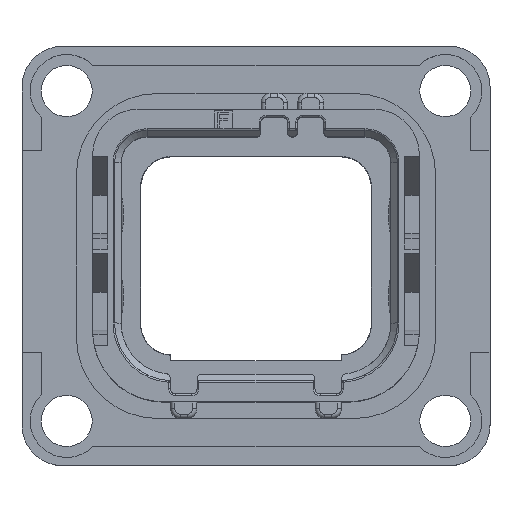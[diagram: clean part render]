
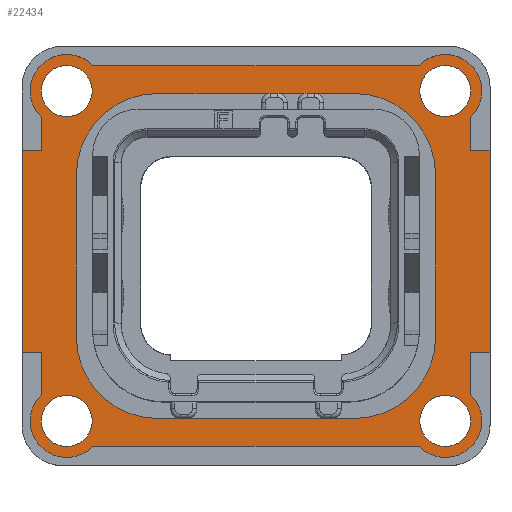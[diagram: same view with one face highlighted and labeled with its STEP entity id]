
A CAD part, top view. The second image highlights one B-rep face of the part: STEP entity #22434.
In plain terms, the highlighted planar face has unit normal (0, 0, 1).
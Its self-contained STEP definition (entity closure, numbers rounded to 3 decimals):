
#97=DIRECTION('',(0.,-1.,0.));
#98=VECTOR('',#97,12.45);
#99=CARTESIAN_POINT('',(-14.4,6.5,1.5));
#100=LINE('',#99,#98);
#160=CARTESIAN_POINT('',(-11.65,10.15,1.5));
#161=DIRECTION('',(0.,0.,1.));
#162=DIRECTION('',(0.716,0.698,0.));
#163=AXIS2_PLACEMENT_3D('',#160,#161,#162);
#173=CARTESIAN_POINT('',(11.65,10.15,1.5));
#174=DIRECTION('',(0.,0.,1.));
#175=DIRECTION('',(0.698,-0.716,0.));
#176=AXIS2_PLACEMENT_3D('',#173,#174,#175);
#183=DIRECTION('',(0.,1.,0.));
#184=VECTOR('',#183,2.588);
#185=CARTESIAN_POINT('',(13.22,-8.538,1.5));
#186=LINE('',#185,#184);
#187=DIRECTION('',(1.,0.,0.));
#188=VECTOR('',#187,20.077);
#189=CARTESIAN_POINT('',(-10.038,-11.72,1.5));
#190=LINE('',#189,#188);
#191=DIRECTION('',(0.,-1.,0.));
#192=VECTOR('',#191,2.588);
#193=CARTESIAN_POINT('',(-13.22,-5.95,1.5));
#194=LINE('',#193,#192);
#195=DIRECTION('',(1.,0.,0.));
#196=VECTOR('',#195,1.18);
#197=CARTESIAN_POINT('',(-14.4,-5.95,1.5));
#198=LINE('',#197,#196);
#199=DIRECTION('',(-1.,0.,0.));
#200=VECTOR('',#199,1.18);
#201=CARTESIAN_POINT('',(-13.22,6.5,1.5));
#202=LINE('',#201,#200);
#203=DIRECTION('',(0.,-1.,0.));
#204=VECTOR('',#203,2.038);
#205=CARTESIAN_POINT('',(-13.22,8.538,1.5));
#206=LINE('',#205,#204);
#207=DIRECTION('',(-1.,0.,0.));
#208=VECTOR('',#207,20.077);
#209=CARTESIAN_POINT('',(10.038,11.72,1.5));
#210=LINE('',#209,#208);
#211=DIRECTION('',(0.,1.,0.));
#212=VECTOR('',#211,2.038);
#213=CARTESIAN_POINT('',(13.22,6.5,1.5));
#214=LINE('',#213,#212);
#215=DIRECTION('',(-1.,0.,0.));
#216=VECTOR('',#215,1.18);
#217=CARTESIAN_POINT('',(14.4,6.5,1.5));
#218=LINE('',#217,#216);
#219=DIRECTION('',(1.,0.,0.));
#220=VECTOR('',#219,1.18);
#221=CARTESIAN_POINT('',(13.22,-5.95,1.5));
#222=LINE('',#221,#220);
#223=CARTESIAN_POINT('',(11.65,-10.15,1.5));
#224=DIRECTION('',(0.,0.,1.));
#225=DIRECTION('',(-1.,0.,0.));
#226=AXIS2_PLACEMENT_3D('',#223,#224,#225);
#228=CARTESIAN_POINT('',(-11.65,-10.15,1.5));
#229=DIRECTION('',(0.,0.,1.));
#230=DIRECTION('',(-1.,0.,0.));
#231=AXIS2_PLACEMENT_3D('',#228,#229,#230);
#233=CARTESIAN_POINT('',(-11.65,10.15,1.5));
#234=DIRECTION('',(0.,0.,1.));
#235=DIRECTION('',(1.,0.,0.));
#236=AXIS2_PLACEMENT_3D('',#233,#234,#235);
#238=CARTESIAN_POINT('',(11.65,10.15,1.5));
#239=DIRECTION('',(0.,0.,1.));
#240=DIRECTION('',(1.,0.,0.));
#241=AXIS2_PLACEMENT_3D('',#238,#239,#240);
#243=CARTESIAN_POINT('',(6.05,5.,1.5));
#244=DIRECTION('',(0.,0.,-1.));
#245=DIRECTION('',(0.,1.,0.));
#246=AXIS2_PLACEMENT_3D('',#243,#244,#245);
#248=DIRECTION('',(1.,0.,0.));
#249=VECTOR('',#248,12.1);
#250=CARTESIAN_POINT('',(-6.05,10.,1.5));
#251=LINE('',#250,#249);
#252=CARTESIAN_POINT('',(-6.05,5.,1.5));
#253=DIRECTION('',(0.,0.,-1.));
#254=DIRECTION('',(-1.,0.,0.));
#255=AXIS2_PLACEMENT_3D('',#252,#253,#254);
#257=DIRECTION('',(0.,1.,0.));
#258=VECTOR('',#257,10.);
#259=CARTESIAN_POINT('',(-11.05,-5.,1.5));
#260=LINE('',#259,#258);
#261=CARTESIAN_POINT('',(-6.05,-5.,1.5));
#262=DIRECTION('',(0.,0.,-1.));
#263=DIRECTION('',(0.,-1.,0.));
#264=AXIS2_PLACEMENT_3D('',#261,#262,#263);
#266=DIRECTION('',(-1.,0.,0.));
#267=VECTOR('',#266,12.1);
#268=CARTESIAN_POINT('',(6.05,-10.,1.5));
#269=LINE('',#268,#267);
#270=CARTESIAN_POINT('',(6.05,-5.,1.5));
#271=DIRECTION('',(0.,0.,-1.));
#272=DIRECTION('',(1.,0.,0.));
#273=AXIS2_PLACEMENT_3D('',#270,#271,#272);
#275=DIRECTION('',(0.,-1.,0.));
#276=VECTOR('',#275,10.);
#277=CARTESIAN_POINT('',(11.05,5.,1.5));
#278=LINE('',#277,#276);
#283=CARTESIAN_POINT('',(11.65,-10.15,1.5));
#284=DIRECTION('',(0.,0.,1.));
#285=DIRECTION('',(-0.716,-0.698,0.));
#286=AXIS2_PLACEMENT_3D('',#283,#284,#285);
#340=CARTESIAN_POINT('',(-11.65,-10.15,1.5));
#341=DIRECTION('',(0.,0.,1.));
#342=DIRECTION('',(-0.698,0.716,0.));
#343=AXIS2_PLACEMENT_3D('',#340,#341,#342);
#369=DIRECTION('',(0.,1.,0.));
#370=VECTOR('',#369,12.45);
#371=CARTESIAN_POINT('',(14.4,-5.95,1.5));
#372=LINE('',#371,#370);
#425=CARTESIAN_POINT('',(11.65,-10.15,1.5));
#426=DIRECTION('',(0.,0.,1.));
#427=DIRECTION('',(1.,0.,0.));
#428=AXIS2_PLACEMENT_3D('',#425,#426,#427);
#430=CARTESIAN_POINT('',(-11.65,-10.15,1.5));
#431=DIRECTION('',(0.,0.,1.));
#432=DIRECTION('',(1.,0.,0.));
#433=AXIS2_PLACEMENT_3D('',#430,#431,#432);
#451=CARTESIAN_POINT('',(-11.65,10.15,1.5));
#452=DIRECTION('',(0.,0.,1.));
#453=DIRECTION('',(-1.,0.,0.));
#454=AXIS2_PLACEMENT_3D('',#451,#452,#453);
#456=CARTESIAN_POINT('',(11.65,10.15,1.5));
#457=DIRECTION('',(0.,0.,1.));
#458=DIRECTION('',(-1.,0.,0.));
#459=AXIS2_PLACEMENT_3D('',#456,#457,#458);
#19549=CARTESIAN_POINT('',(-6.05,10.,1.5));
#19550=CARTESIAN_POINT('',(6.05,10.,1.5));
#19551=VERTEX_POINT('',#19549);
#19552=VERTEX_POINT('',#19550);
#19553=CARTESIAN_POINT('',(11.05,-5.,1.5));
#19554=CARTESIAN_POINT('',(6.05,-10.,1.5));
#19555=VERTEX_POINT('',#19553);
#19556=VERTEX_POINT('',#19554);
#19557=CARTESIAN_POINT('',(11.05,5.,1.5));
#19558=VERTEX_POINT('',#19557);
#19559=CARTESIAN_POINT('',(-11.05,5.,1.5));
#19560=VERTEX_POINT('',#19559);
#19561=CARTESIAN_POINT('',(-11.05,-5.,1.5));
#19562=VERTEX_POINT('',#19561);
#19563=CARTESIAN_POINT('',(-6.05,-10.,1.5));
#19564=VERTEX_POINT('',#19563);
#19595=CARTESIAN_POINT('',(14.4,-5.95,1.5));
#19596=CARTESIAN_POINT('',(14.4,6.5,1.5));
#19597=VERTEX_POINT('',#19595);
#19598=VERTEX_POINT('',#19596);
#19599=CARTESIAN_POINT('',(-14.4,6.5,1.5));
#19600=CARTESIAN_POINT('',(-14.4,-5.95,1.5));
#19601=VERTEX_POINT('',#19599);
#19602=VERTEX_POINT('',#19600);
#19603=CARTESIAN_POINT('',(10.08,10.15,1.5));
#19604=VERTEX_POINT('',#19603);
#19605=CARTESIAN_POINT('',(-10.08,10.15,1.5));
#19606=VERTEX_POINT('',#19605);
#19607=CARTESIAN_POINT('',(-10.08,-10.15,1.5));
#19608=VERTEX_POINT('',#19607);
#19609=CARTESIAN_POINT('',(10.08,-10.15,1.5));
#19610=VERTEX_POINT('',#19609);
#19611=CARTESIAN_POINT('',(-13.22,6.5,1.5));
#19612=VERTEX_POINT('',#19611);
#19613=CARTESIAN_POINT('',(13.22,6.5,1.5));
#19614=VERTEX_POINT('',#19613);
#19615=CARTESIAN_POINT('',(-13.22,-5.95,1.5));
#19616=VERTEX_POINT('',#19615);
#19931=CARTESIAN_POINT('',(13.22,-5.95,1.5));
#19932=VERTEX_POINT('',#19931);
#20254=CARTESIAN_POINT('',(13.22,8.538,1.5));
#20256=VERTEX_POINT('',#20254);
#20258=CARTESIAN_POINT('',(-10.038,-11.72,1.5));
#20260=VERTEX_POINT('',#20258);
#20262=CARTESIAN_POINT('',(10.038,-11.72,1.5));
#20264=VERTEX_POINT('',#20262);
#20266=CARTESIAN_POINT('',(-13.22,-8.538,1.5));
#20268=VERTEX_POINT('',#20266);
#20270=CARTESIAN_POINT('',(-10.038,11.72,1.5));
#20272=VERTEX_POINT('',#20270);
#20274=CARTESIAN_POINT('',(10.038,11.72,1.5));
#20276=VERTEX_POINT('',#20274);
#20278=CARTESIAN_POINT('',(-13.22,8.538,1.5));
#20280=VERTEX_POINT('',#20278);
#20282=CARTESIAN_POINT('',(13.22,-8.538,1.5));
#20284=VERTEX_POINT('',#20282);
#20286=CARTESIAN_POINT('',(13.22,10.15,1.5));
#20287=VERTEX_POINT('',#20286);
#20288=CARTESIAN_POINT('',(-13.22,10.15,1.5));
#20289=VERTEX_POINT('',#20288);
#20290=CARTESIAN_POINT('',(-13.22,-10.15,1.5));
#20291=VERTEX_POINT('',#20290);
#20292=CARTESIAN_POINT('',(13.22,-10.15,1.5));
#20293=VERTEX_POINT('',#20292);
#22357=CARTESIAN_POINT('',(0.,0.,1.5));
#22358=DIRECTION('',(0.,0.,1.));
#22359=DIRECTION('',(1.,0.,0.));
#22360=AXIS2_PLACEMENT_3D('',#22357,#22358,#22359);
#22361=PLANE('',#22360);
#22363=ORIENTED_EDGE('',*,*,#22362,.F.);
#22365=ORIENTED_EDGE('',*,*,#22364,.F.);
#22367=ORIENTED_EDGE('',*,*,#22366,.F.);
#22369=ORIENTED_EDGE('',*,*,#22368,.F.);
#22371=ORIENTED_EDGE('',*,*,#22370,.F.);
#22373=ORIENTED_EDGE('',*,*,#22372,.F.);
#22374=ORIENTED_EDGE('',*,*,#22270,.F.);
#22376=ORIENTED_EDGE('',*,*,#22375,.F.);
#22378=ORIENTED_EDGE('',*,*,#22377,.F.);
#22379=ORIENTED_EDGE('',*,*,#22322,.F.);
#22380=ORIENTED_EDGE('',*,*,#22338,.F.);
#22381=ORIENTED_EDGE('',*,*,#22348,.F.);
#22383=ORIENTED_EDGE('',*,*,#22382,.F.);
#22385=ORIENTED_EDGE('',*,*,#22384,.F.);
#22387=ORIENTED_EDGE('',*,*,#22386,.F.);
#22389=ORIENTED_EDGE('',*,*,#22388,.F.);
#22390=EDGE_LOOP('',(#22363,#22365,#22367,#22369,#22371,#22373,#22374,#22376,
#22378,#22379,#22380,#22381,#22383,#22385,#22387,#22389));
#22391=FACE_OUTER_BOUND('',#22390,.F.);
#22393=ORIENTED_EDGE('',*,*,#22392,.T.);
#22395=ORIENTED_EDGE('',*,*,#22394,.T.);
#22396=EDGE_LOOP('',(#22393,#22395));
#22397=FACE_BOUND('',#22396,.F.);
#22399=ORIENTED_EDGE('',*,*,#22398,.T.);
#22401=ORIENTED_EDGE('',*,*,#22400,.T.);
#22402=EDGE_LOOP('',(#22399,#22401));
#22403=FACE_BOUND('',#22402,.F.);
#22405=ORIENTED_EDGE('',*,*,#22404,.T.);
#22407=ORIENTED_EDGE('',*,*,#22406,.T.);
#22408=EDGE_LOOP('',(#22405,#22407));
#22409=FACE_BOUND('',#22408,.F.);
#22411=ORIENTED_EDGE('',*,*,#22410,.T.);
#22413=ORIENTED_EDGE('',*,*,#22412,.T.);
#22414=EDGE_LOOP('',(#22411,#22413));
#22415=FACE_BOUND('',#22414,.F.);
#22417=ORIENTED_EDGE('',*,*,#22416,.F.);
#22419=ORIENTED_EDGE('',*,*,#22418,.F.);
#22421=ORIENTED_EDGE('',*,*,#22420,.F.);
#22423=ORIENTED_EDGE('',*,*,#22422,.F.);
#22425=ORIENTED_EDGE('',*,*,#22424,.F.);
#22427=ORIENTED_EDGE('',*,*,#22426,.F.);
#22429=ORIENTED_EDGE('',*,*,#22428,.F.);
#22431=ORIENTED_EDGE('',*,*,#22430,.F.);
#22432=EDGE_LOOP('',(#22417,#22419,#22421,#22423,#22425,#22427,#22429,#22431));
#22433=FACE_BOUND('',#22432,.F.);
#22434=ADVANCED_FACE('',(#22391,#22397,#22403,#22409,#22415,#22433),#22361,.T.);
#164=CIRCLE('',#163,2.25);
#177=CIRCLE('',#176,2.25);
#227=CIRCLE('',#226,1.57);
#232=CIRCLE('',#231,1.57);
#237=CIRCLE('',#236,1.57);
#242=CIRCLE('',#241,1.57);
#247=CIRCLE('',#246,5.);
#256=CIRCLE('',#255,5.);
#265=CIRCLE('',#264,5.);
#274=CIRCLE('',#273,5.);
#287=CIRCLE('',#286,2.25);
#344=CIRCLE('',#343,2.25);
#429=CIRCLE('',#428,1.57);
#434=CIRCLE('',#433,1.57);
#455=CIRCLE('',#454,1.57);
#460=CIRCLE('',#459,1.57);
#22270=EDGE_CURVE('',#19601,#19602,#100,.T.);
#22322=EDGE_CURVE('',#20272,#20280,#164,.T.);
#22338=EDGE_CURVE('',#20276,#20272,#210,.T.);
#22348=EDGE_CURVE('',#20256,#20276,#177,.T.);
#22362=EDGE_CURVE('',#20284,#19932,#186,.T.);
#22364=EDGE_CURVE('',#20264,#20284,#287,.T.);
#22366=EDGE_CURVE('',#20260,#20264,#190,.T.);
#22368=EDGE_CURVE('',#20268,#20260,#344,.T.);
#22370=EDGE_CURVE('',#19616,#20268,#194,.T.);
#22372=EDGE_CURVE('',#19602,#19616,#198,.T.);
#22375=EDGE_CURVE('',#19612,#19601,#202,.T.);
#22377=EDGE_CURVE('',#20280,#19612,#206,.T.);
#22382=EDGE_CURVE('',#19614,#20256,#214,.T.);
#22384=EDGE_CURVE('',#19598,#19614,#218,.T.);
#22386=EDGE_CURVE('',#19597,#19598,#372,.T.);
#22388=EDGE_CURVE('',#19932,#19597,#222,.T.);
#22392=EDGE_CURVE('',#19610,#20293,#227,.T.);
#22394=EDGE_CURVE('',#20293,#19610,#429,.T.);
#22398=EDGE_CURVE('',#19608,#20291,#434,.T.);
#22400=EDGE_CURVE('',#20291,#19608,#232,.T.);
#22404=EDGE_CURVE('',#19606,#20289,#237,.T.);
#22406=EDGE_CURVE('',#20289,#19606,#455,.T.);
#22410=EDGE_CURVE('',#19604,#20287,#460,.T.);
#22412=EDGE_CURVE('',#20287,#19604,#242,.T.);
#22416=EDGE_CURVE('',#19552,#19558,#247,.T.);
#22418=EDGE_CURVE('',#19551,#19552,#251,.T.);
#22420=EDGE_CURVE('',#19560,#19551,#256,.T.);
#22422=EDGE_CURVE('',#19562,#19560,#260,.T.);
#22424=EDGE_CURVE('',#19564,#19562,#265,.T.);
#22426=EDGE_CURVE('',#19556,#19564,#269,.T.);
#22428=EDGE_CURVE('',#19555,#19556,#274,.T.);
#22430=EDGE_CURVE('',#19558,#19555,#278,.T.);
